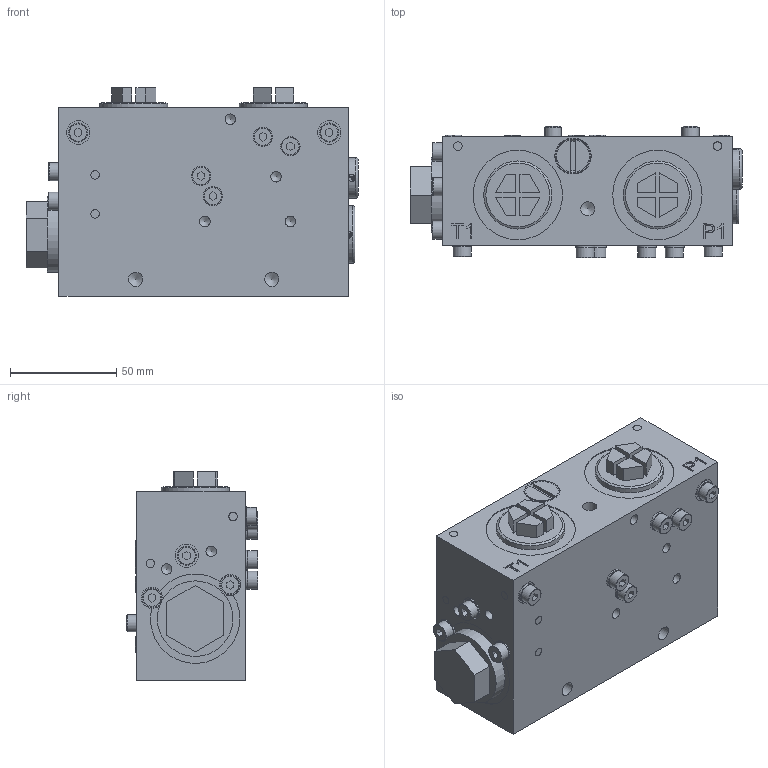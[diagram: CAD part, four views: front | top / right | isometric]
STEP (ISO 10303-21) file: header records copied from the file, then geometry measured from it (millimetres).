
FILE_DESCRIPTION(/* description */ ('Unknown'),/* implementation_level */ '2;1');
FILE_NAME(/* name */ 'AP-1610-508U_STEP',/* time_stamp */ '2022-01-07T11:40:22+01:00',/* author */ ('Unknown'),/* organization */ ('Unknown'),/* preprocessor_version */ 'ST-DEVELOPER v16.7',/* originating_system */ 'DEX',/* authorisation */ $);
FILE_SCHEMA (('AUTOMOTIVE_DESIGN {1 0 10303 214 3 1 1}'));
Length unit declared in the file: millimetre
Products named in the file (44): 1435310_EINLASSPLATTE 16U + STD. FEDER_000198248; 1441801_Eingangsgehäuse U_S_000190897_oa_0; 1431380_KUNSTSTOFF SCHRAUBSTOPFEN_000195210_oa_1; 1441719_Ventilsitz_000190895_oa_2; 1428998_VERSCHLUSSSTOPFEN_000195341; 1431380_KUNSTSTOFF SCHRAUBSTOPFEN_000195210_oa_3; EO Verschluss-Stopfen fuer Einschraubloecher VSTI1_4EDCF_oa_4; 1441804_O-029,87 X 1,78  NBR 90SH_000194494; EO Verschluss-Stopfen fuer Einschraubloecher VSTI22x1.5EDCF_oa_5; 1441802_Kolben MUV_000190893_oa_6; 1243072_Ventilkegel_000191018_oa_7; 1243074_Überdruckventilfeder_000191019_oa_8; 1441594_Dichtung_000189054_oa_9; 1441691_O-RING_000194657_oa_10; 1237794_Gewindestift DIN 913 M5x6 - 45 H_000139356_oa_11; 1441690_Stopfen DBV M15X1_000190931_oa_12; 1441595_DBV GEHAEUSE_000195466_oa_13; 1439134_Feder MUV_000190894; 1441707_O-RING_000194656; 1428617_ZYLINDERSTIFT_000195338_oa_14; 1428617_ZYLINDERSTIFT_000195338_oa_15; Scheibe  AAB 2832; WU-1505-006_WU-1505-006_000168425_oa_16; WU-1505-006_WU-1505-006_000168425_oa_17; WU-1505-006_WU-1505-006_000168425_oa_18; WU-1505-006_WU-1505-006_000168425_oa_19; WU-1505-006_WU-1505-006_000168425_oa_20; WU-1505-006_WU-1505-006_000168425_oa_21; WU-1505-006_WU-1505-006_000168425_oa_22; WU-1505-006_WU-1505-006_000168425_oa_23; WU-1505-006_WU-1505-006_000168425_oa_24; 1441664_DUESE_000194736_oa_25; Duese  AAA 2350_oa_26; SK 550- 040 4,0_oa_27; SK 550- 040 4,0_oa_28; SK 550- 040 4,0_oa_29; SK 550- 040 4,0_oa_30; SK 550- 040 4,0_oa_31; SK 550- 040 4,0_oa_32; SK 550- 040 4,0_oa_33 ...
Assembly tree (55 placements, depth 2):
  1435310_EINLASSPLATTE 16U + STD. FEDER_000198248
    1441801_Eingangsgehäuse U_S_000190897_oa_0
    1431380_KUNSTSTOFF SCHRAUBSTOPFEN_000195210_oa_1
    1441719_Ventilsitz_000190895_oa_2
    1428998_VERSCHLUSSSTOPFEN_000195341
    1431380_KUNSTSTOFF SCHRAUBSTOPFEN_000195210_oa_3
    EO Verschluss-Stopfen fuer Einschraubloecher VSTI1_4EDCF_oa_4
    1441804_O-029,87 X 1,78  NBR 90SH_000194494
    EO Verschluss-Stopfen fuer Einschraubloecher VSTI22x1.5EDCF_oa_5
    1441802_Kolben MUV_000190893_oa_6
    1243072_Ventilkegel_000191018_oa_7
    1243074_Überdruckventilfeder_000191019_oa_8
    1441594_Dichtung_000189054_oa_9
    1441691_O-RING_000194657_oa_10
    1237794_Gewindestift DIN 913 M5x6 - 45 H_000139356_oa_11
    1441690_Stopfen DBV M15X1_000190931_oa_12
    1441595_DBV GEHAEUSE_000195466_oa_13
    1439134_Feder MUV_000190894
    1441707_O-RING_000194656  x5
    1428617_ZYLINDERSTIFT_000195338_oa_14
    1428617_ZYLINDERSTIFT_000195338_oa_15
    Scheibe  AAB 2832  x9
    WU-1505-006_WU-1505-006_000168425_oa_16
    WU-1505-006_WU-1505-006_000168425_oa_17
    WU-1505-006_WU-1505-006_000168425_oa_18
    WU-1505-006_WU-1505-006_000168425_oa_19
    WU-1505-006_WU-1505-006_000168425_oa_20
    WU-1505-006_WU-1505-006_000168425_oa_21
    WU-1505-006_WU-1505-006_000168425_oa_22
    WU-1505-006_WU-1505-006_000168425_oa_23
    WU-1505-006_WU-1505-006_000168425_oa_24
    1441664_DUESE_000194736_oa_25
    Duese  AAA 2350_oa_26
    SK 550- 040 4,0_oa_27
    SK 550- 040 4,0_oa_28
    SK 550- 040 4,0_oa_29
    SK 550- 040 4,0_oa_30
    SK 550- 040 4,0_oa_31
    SK 550- 040 4,0_oa_32
    SK 550- 040 4,0_oa_33
    SK 550- 040 4,0_oa_34
    SK 550- 040 4,0_oa_35
    SK 550- 040 4,0_oa_36
    1444471_Federkappe_000198370_oa_37
Bounding box: 156 x 62 x 98.1 mm (x, y, z)
Volume: 540774.7 mm3; surface area: 129108.9 mm2
Topology: 54 solids, 55 shells, 931 faces, 2111 edges, 1365 vertices
Faces by surface type: plane 480, cylinder 269, cone 119, torus 53, bspline 10
Full cylindrical faces by diameter (mm): 0.6 x1, 1.2 x1, 2.5 x1, 3 x10, 3.36 x2, 4 x30, 4.134 x11, 4.6 x1, 4.773 x1, 4.917 x7, 5 x14, 5.7 x9, 6 x2, 6.2 x1, 6.647 x10, 7.8 x5, 8 x5, 8.5 x9, 9 x10, 9.7 x1, 10 x3, 10.25 x1, 10.95 x1, 11 x4, 11.2 x1, 11.445 x1, 11.9 x1, 12.4 x1, 13 x1, 13.157 x1
Entity records: 30647 total; most frequent: CARTESIAN_POINT 6987, DIRECTION 3833, ORIENTED_EDGE 3006, AXIS2_PLACEMENT_3D 1533, EDGE_CURVE 1503, FACE_BOUND 1463, EDGE_LOOP 1421, VERTEX_POINT 1194
